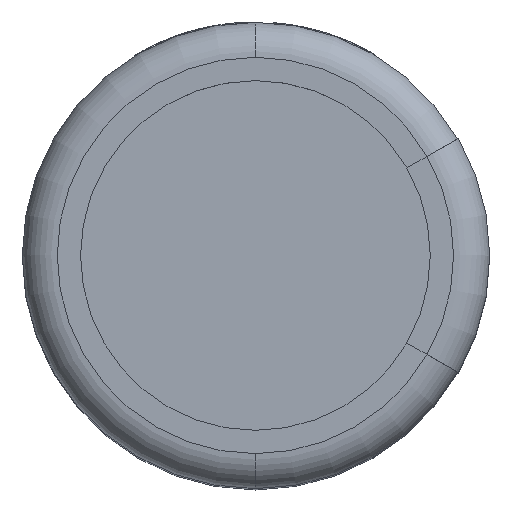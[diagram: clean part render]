
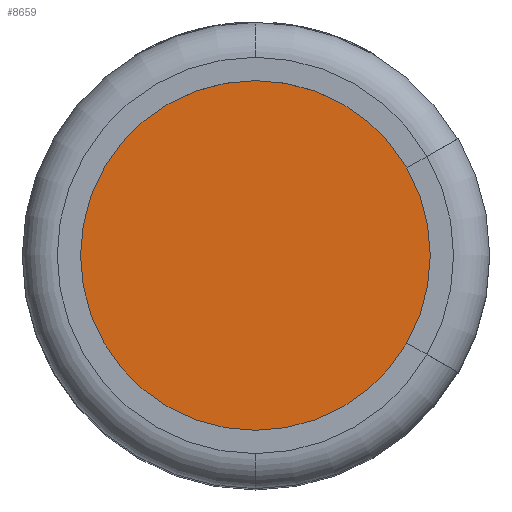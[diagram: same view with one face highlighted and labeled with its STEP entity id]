
A CAD part, top view. The second image highlights one B-rep face of the part: STEP entity #8659.
In plain terms, the highlighted planar face has unit normal (0, 0, 1).
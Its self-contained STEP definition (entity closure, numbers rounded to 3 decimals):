
#156 = PLANE ( 'NONE',  #12265 ) ;
#277 = DIRECTION ( 'NONE',  ( 0., 0., 1. ) ) ;
#309 = VERTEX_POINT ( 'NONE', #2892 ) ;
#1277 = CARTESIAN_POINT ( 'NONE',  ( 0., 0., 6.8 ) ) ;
#1711 = DIRECTION ( 'NONE',  ( 0., 1., 0. ) ) ;
#2117 = AXIS2_PLACEMENT_3D ( 'NONE', #1277, #277, #6348 ) ;
#2747 = CIRCLE ( 'NONE', #2117, 1.5 ) ;
#2823 = EDGE_LOOP ( 'NONE', ( #6713, #4661 ) ) ;
#2892 = CARTESIAN_POINT ( 'NONE',  ( 0., -1.5, 6.8 ) ) ;
#3044 = DIRECTION ( 'NONE',  ( 0., 1., 0. ) ) ;
#4283 = CARTESIAN_POINT ( 'NONE',  ( 0., 0., 6.8 ) ) ;
#4661 = ORIENTED_EDGE ( 'NONE', *, *, #11408, .T. ) ;
#4688 = VERTEX_POINT ( 'NONE', #9500 ) ;
#5149 = DIRECTION ( 'NONE',  ( 0., 0., 1. ) ) ;
#6348 = DIRECTION ( 'NONE',  ( 0., 1., 0. ) ) ;
#6713 = ORIENTED_EDGE ( 'NONE', *, *, #13198, .T. ) ;
#7689 = CARTESIAN_POINT ( 'NONE',  ( 0., 0., 6.8 ) ) ;
#8366 = FACE_OUTER_BOUND ( 'NONE', #2823, .T. ) ;
#8659 = ADVANCED_FACE ( 'NONE', ( #8366 ), #156, .T. ) ;
#8915 = AXIS2_PLACEMENT_3D ( 'NONE', #7689, #10760, #1711 ) ;
#9500 = CARTESIAN_POINT ( 'NONE',  ( 0., 1.5, 6.8 ) ) ;
#10760 = DIRECTION ( 'NONE',  ( 0., 0., 1. ) ) ;
#10881 = CIRCLE ( 'NONE', #8915, 1.5 ) ;
#11408 = EDGE_CURVE ( 'NONE', #309, #4688, #2747, .T. ) ;
#12265 = AXIS2_PLACEMENT_3D ( 'NONE', #4283, #5149, #3044 ) ;
#13198 = EDGE_CURVE ( 'NONE', #4688, #309, #10881, .T. ) ;
